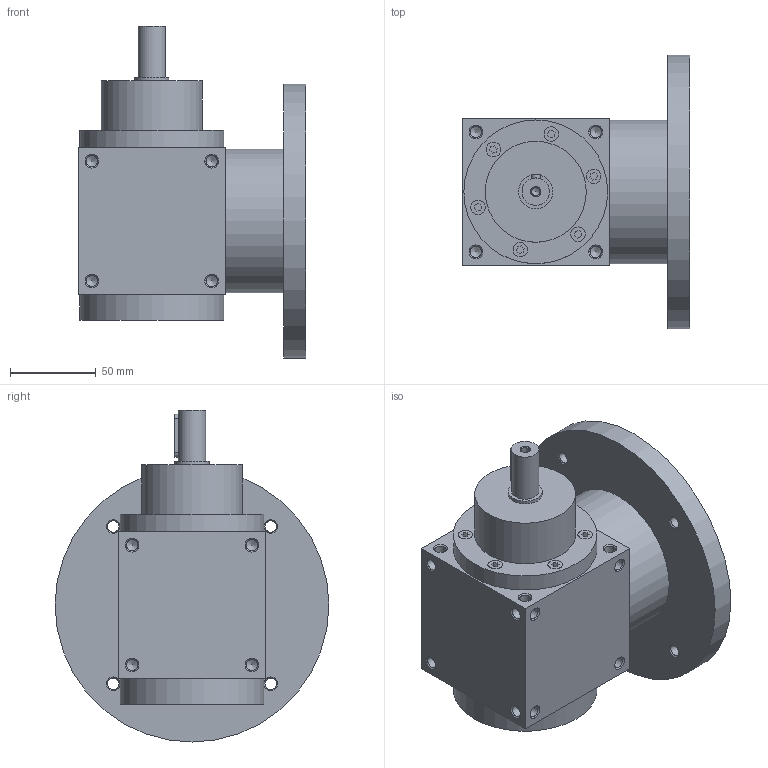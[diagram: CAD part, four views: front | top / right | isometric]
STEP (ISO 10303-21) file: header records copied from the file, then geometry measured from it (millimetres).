
FILE_DESCRIPTION( ( 'STEP AP214' ), '1' );
FILE_NAME( 'MRX86_MS32_R.1_1.5_71_B5.stp', '2018-08-15T12:55:14', ( '' ), ( '' ), ' ', 'PARTsolutions', ' ' );
FILE_SCHEMA( ( 'AUTOMOTIVE_DESIGN { 1 0 10303 214 1 1 1 1 }' ) );
Length unit declared in the file: millimetre
Products named in the file (4): MRX86_MS32_R.1/1.5_71/B5; _MRX86320-case; _MRX86_3-flange; _RC86-shaft
Assembly tree (3 placements, depth 2):
  MRX86_MS32_R.1/1.5_71/B5
    _MRX86320-case
    _MRX86_3-flange
    _RC86-shaft
Bounding box: 133 x 160 x 194 mm (x, y, z)
Volume: 1248593.9 mm3; surface area: 132200.4 mm2
Topology: 3 solids, 3 shells, 257 faces, 694 edges, 445 vertices
Faces by surface type: plane 121, cylinder 78, cone 58
Full cylindrical faces by diameter (mm): 4.917 x1, 6.647 x52, 8.5 x12, 16 x1, 20 x2, 24 x1, 59 x1, 84 x3, 110 x1, 160 x1
Entity records: 9056 total; most frequent: DIRECTION 1238, CARTESIAN_POINT 1198, ORIENTED_EDGE 966, AXIS2_PLACEMENT_3D 496, EDGE_CURVE 483, EDGE_LOOP 432, VERTEX_POINT 392, FACE_OUTER_BOUND 332
